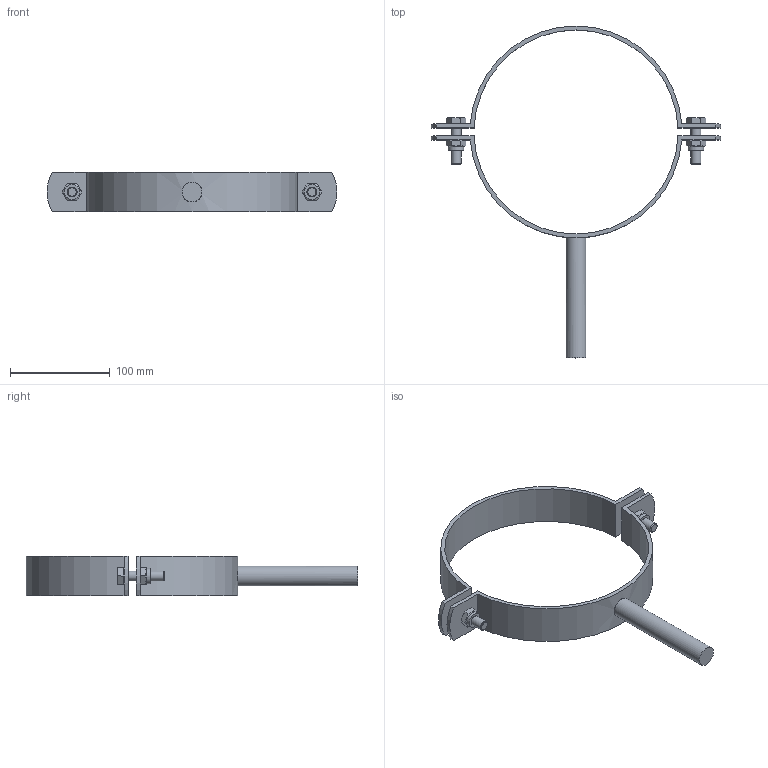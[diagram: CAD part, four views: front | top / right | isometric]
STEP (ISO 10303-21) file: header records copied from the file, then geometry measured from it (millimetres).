
FILE_DESCRIPTION((''),'2;1');
FILE_NAME('73500200X.stp','2010-09-13T09:02:07',('thilbrands'),(''),'Autodesk Inventor 2008','Autodesk Inventor 2008','');
FILE_SCHEMA(('AUTOMOTIVE_DESIGN { 1 0 10303 214 1 1 1 1 }'));
Length unit declared in the file: millimetre
Products named in the file (5): 73500010X; 091734000012-DN200; DIN 933 - ersetzt durch DIN EN 24017 M10  x 40; DIN 985 - ersetzt durch DIN EN ISO 10511 M10
Assembly tree (6 placements, depth 2):
  73500010X
    091734000012-DN200
    091734000012-DN200
    DIN 933 - ersetzt durch DIN EN 24017 M10  x 40  x2
    DIN 985 - ersetzt durch DIN EN ISO 10511 M10  x2
Bounding box: 290 x 332 x 40 mm (x, y, z)
Volume: 175034.6 mm3; surface area: 83690 mm2
Topology: 6 solids, 6 shells, 96 faces, 214 edges, 135 vertices
Faces by surface type: plane 49, cone 24, cylinder 19, bspline 4
Full cylindrical faces by diameter (mm): 9.188 x2, 10 x2, 10.5 x4, 15.4 x2, 15.6 x2, 20 x1
Entity records: 1887 total; most frequent: CARTESIAN_POINT 470, DIRECTION 278, ORIENTED_EDGE 240, EDGE_CURVE 120, AXIS2_PLACEMENT_3D 114, EDGE_LOOP 90, VERTEX_POINT 86, FACE_OUTER_BOUND 61
